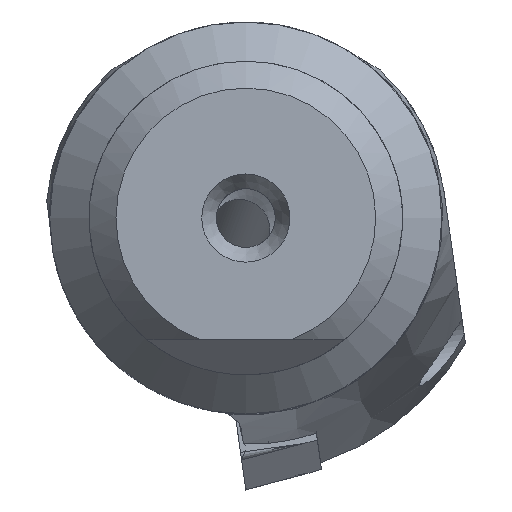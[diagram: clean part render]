
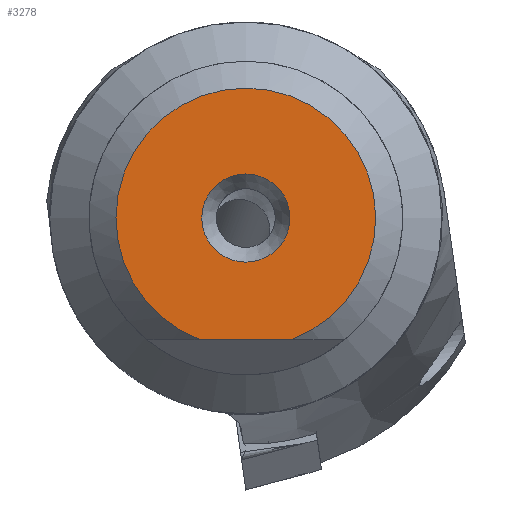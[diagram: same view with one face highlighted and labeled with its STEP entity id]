
A CAD part, left-side view. The second image highlights one B-rep face of the part: STEP entity #3278.
In plain terms, the highlighted planar face has unit normal (-1, 0, 0).
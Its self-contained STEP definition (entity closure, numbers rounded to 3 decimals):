
#400 = CARTESIAN_POINT ( 'NONE',  ( 0., -2.335, -6.2 ) ) ;
#483 = ORIENTED_EDGE ( 'NONE', *, *, #2539, .T. ) ;
#778 = ORIENTED_EDGE ( 'NONE', *, *, #907, .T. ) ;
#845 = DIRECTION ( 'NONE',  ( -1., 0., 0. ) ) ;
#873 = PLANE ( 'NONE',  #2586 ) ;
#903 = VERTEX_POINT ( 'NONE', #400 ) ;
#907 = EDGE_CURVE ( 'NONE', #2814, #903, #4009, .T. ) ;
#936 = CARTESIAN_POINT ( 'NONE',  ( 0., 0., 0. ) ) ;
#1020 = CARTESIAN_POINT ( 'NONE',  ( 0., 0., 2.25 ) ) ;
#1044 = ORIENTED_EDGE ( 'NONE', *, *, #1166, .F. ) ;
#1166 = EDGE_CURVE ( 'NONE', #3889, #3889, #4055, .T. ) ;
#1168 = CARTESIAN_POINT ( 'NONE',  ( 0., 2.25, 0. ) ) ;
#1284 = EDGE_LOOP ( 'NONE', ( #1044 ) ) ;
#1522 = DIRECTION ( 'NONE',  ( 0., 0., 1. ) ) ;
#1643 = EDGE_LOOP ( 'NONE', ( #483, #778 ) ) ;
#1734 = AXIS2_PLACEMENT_3D ( 'NONE', #2728, #3970, #1522 ) ;
#1796 = DIRECTION ( 'NONE',  ( 1., 0., 0. ) ) ;
#1804 = VECTOR ( 'NONE', #2906, 1000. ) ;
#2122 = CARTESIAN_POINT ( 'NONE',  ( 0., 2.335, -6.2 ) ) ;
#2539 = EDGE_CURVE ( 'NONE', #903, #2814, #2899, .T. ) ;
#2586 = AXIS2_PLACEMENT_3D ( 'NONE', #1168, #1796, #2734 ) ;
#2728 = CARTESIAN_POINT ( 'NONE',  ( 0., 0., 0. ) ) ;
#2734 = DIRECTION ( 'NONE',  ( 0., 0., -1. ) ) ;
#2814 = VERTEX_POINT ( 'NONE', #2122 ) ;
#2839 = FACE_OUTER_BOUND ( 'NONE', #1643, .T. ) ;
#2887 = CARTESIAN_POINT ( 'NONE',  ( 0., 2.25, -6.2 ) ) ;
#2899 = CIRCLE ( 'NONE', #3486, 6.625 ) ;
#2906 = DIRECTION ( 'NONE',  ( 0., -1., 0. ) ) ;
#3030 = DIRECTION ( 'NONE',  ( 0., 0., 1. ) ) ;
#3278 = ADVANCED_FACE ( 'NONE', ( #3700, #2839 ), #873, .F. ) ;
#3486 = AXIS2_PLACEMENT_3D ( 'NONE', #936, #845, #3030 ) ;
#3700 = FACE_BOUND ( 'NONE', #1284, .T. ) ;
#3889 = VERTEX_POINT ( 'NONE', #1020 ) ;
#3970 = DIRECTION ( 'NONE',  ( -1., 0., 0. ) ) ;
#4009 = LINE ( 'NONE', #2887, #1804 ) ;
#4055 = CIRCLE ( 'NONE', #1734, 2.25 ) ;
